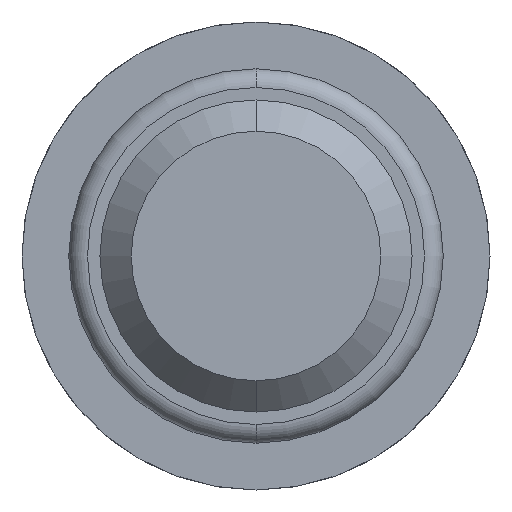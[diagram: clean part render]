
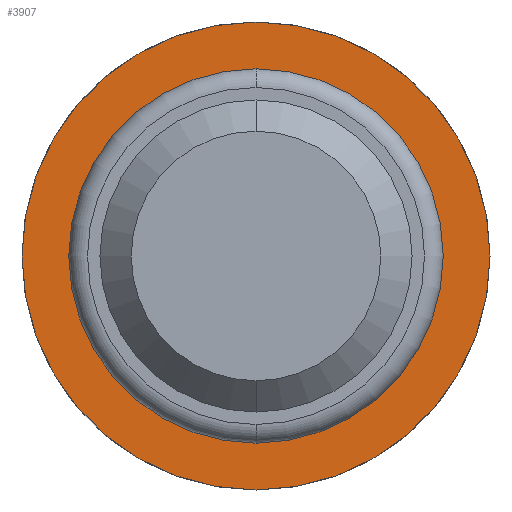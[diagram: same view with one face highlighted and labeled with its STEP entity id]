
A CAD part, front view. The second image highlights one B-rep face of the part: STEP entity #3907.
In plain terms, the highlighted planar face has unit normal (0, -1, 0).
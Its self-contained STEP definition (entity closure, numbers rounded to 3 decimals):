
#61 = CARTESIAN_POINT ( 'NONE',  ( 0., 20., 0. ) ) ;
#146 = CARTESIAN_POINT ( 'NONE',  ( 0., 20., 0. ) ) ;
#234 = ORIENTED_EDGE ( 'NONE', *, *, #1721, .F. ) ;
#313 = CARTESIAN_POINT ( 'NONE',  ( 0., 20., 1.5 ) ) ;
#335 = AXIS2_PLACEMENT_3D ( 'NONE', #2136, #2517, #627 ) ;
#390 = VERTEX_POINT ( 'NONE', #313 ) ;
#420 = FACE_OUTER_BOUND ( 'NONE', #1127, .T. ) ;
#434 = DIRECTION ( 'NONE',  ( 0., -1., 0. ) ) ;
#627 = DIRECTION ( 'NONE',  ( 0., 0., -1. ) ) ;
#846 = CARTESIAN_POINT ( 'NONE',  ( 0., 20., 0. ) ) ;
#1005 = VERTEX_POINT ( 'NONE', #4148 ) ;
#1127 = EDGE_LOOP ( 'NONE', ( #4173, #3490 ) ) ;
#1182 = VERTEX_POINT ( 'NONE', #1284 ) ;
#1284 = CARTESIAN_POINT ( 'NONE',  ( 0., 20., -1.5 ) ) ;
#1597 = DIRECTION ( 'NONE',  ( 0., -1., 0. ) ) ;
#1721 = EDGE_CURVE ( 'Defeature ausgef�hrt3_4+Defeature ausgef�hrt3_5+Defeature ausgef�hrt3_5+Defeature ausgef�hrt3_5', #390, #1182, #1965, .T. ) ;
#1772 = EDGE_CURVE ( 'Defeature ausgef�hrt3_5+Defeature ausgef�hrt3_6+Defeature ausgef�hrt3_6+Defeature ausgef�hrt3_6', #1005, #4100, #3447, .T. ) ;
#1965 = CIRCLE ( 'NONE', #4284, 1.5 ) ;
#1983 = DIRECTION ( 'NONE',  ( 0., 0., -1. ) ) ;
#1987 = DIRECTION ( 'NONE',  ( 0., 0., -1. ) ) ;
#1991 = CARTESIAN_POINT ( 'NONE',  ( 1.5, 20., 0. ) ) ;
#2127 = CIRCLE ( 'NONE', #2395, 1.875 ) ;
#2136 = CARTESIAN_POINT ( 'NONE',  ( 0., 20., 0. ) ) ;
#2279 = EDGE_CURVE ( 'Defeature ausgef�hrt3_4+Defeature ausgef�hrt3_5+Defeature ausgef�hrt3_5+Defeature ausgef�hrt3_5', #1182, #390, #3630, .T. ) ;
#2384 = DIRECTION ( 'NONE',  ( 0., -1., 0. ) ) ;
#2395 = AXIS2_PLACEMENT_3D ( 'NONE', #146, #3104, #1987 ) ;
#2517 = DIRECTION ( 'NONE',  ( 0., -1., 0. ) ) ;
#2746 = PLANE ( 'NONE',  #4888 ) ;
#2904 = AXIS2_PLACEMENT_3D ( 'NONE', #846, #434, #1983 ) ;
#3104 = DIRECTION ( 'NONE',  ( 0., -1., 0. ) ) ;
#3109 = DIRECTION ( 'NONE',  ( 0., 0., -1. ) ) ;
#3194 = FACE_BOUND ( 'NONE', #3971, .T. ) ;
#3447 = CIRCLE ( 'NONE', #2904, 1.875 ) ;
#3490 = ORIENTED_EDGE ( 'NONE', *, *, #1772, .T. ) ;
#3630 = CIRCLE ( 'NONE', #335, 1.5 ) ;
#3885 = ORIENTED_EDGE ( 'NONE', *, *, #2279, .F. ) ;
#3907 = ADVANCED_FACE ( 'Defeature ausgef�hrt3_5', ( #420, #3194 ), #2746, .T. ) ;
#3970 = CARTESIAN_POINT ( 'NONE',  ( 0., 20., -1.875 ) ) ;
#3971 = EDGE_LOOP ( 'NONE', ( #3885, #234 ) ) ;
#4100 = VERTEX_POINT ( 'NONE', #3970 ) ;
#4148 = CARTESIAN_POINT ( 'NONE',  ( 0., 20., 1.875 ) ) ;
#4173 = ORIENTED_EDGE ( 'NONE', *, *, #4521, .T. ) ;
#4238 = DIRECTION ( 'NONE',  ( 0., 0., -1. ) ) ;
#4284 = AXIS2_PLACEMENT_3D ( 'NONE', #61, #2384, #4238 ) ;
#4521 = EDGE_CURVE ( 'Defeature ausgef�hrt3_5+Defeature ausgef�hrt3_6+Defeature ausgef�hrt3_6+Defeature ausgef�hrt3_6', #4100, #1005, #2127, .T. ) ;
#4888 = AXIS2_PLACEMENT_3D ( 'NONE', #1991, #1597, #3109 ) ;
